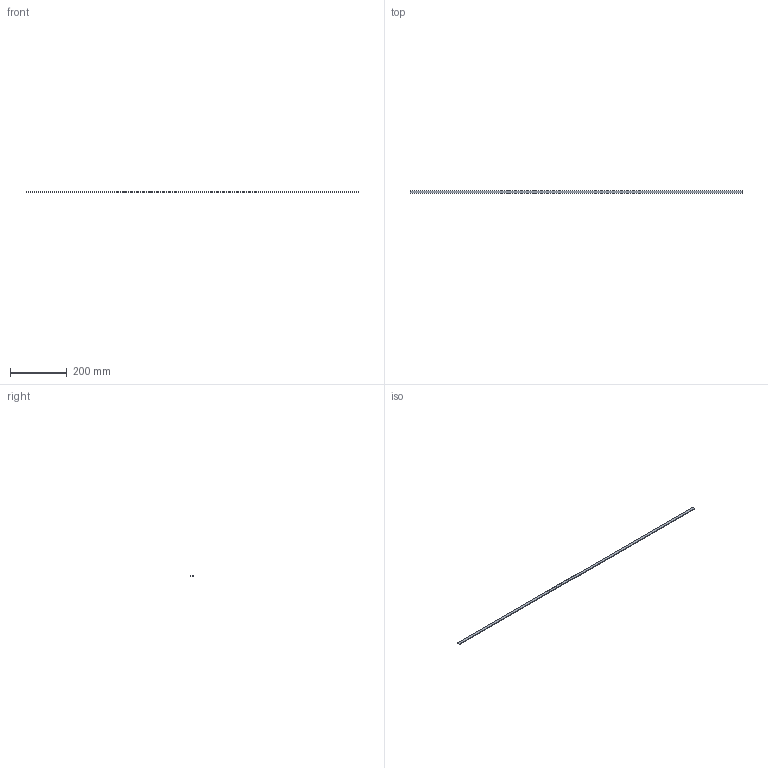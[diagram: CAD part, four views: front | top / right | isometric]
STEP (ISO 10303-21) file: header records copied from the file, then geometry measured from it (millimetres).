
FILE_DESCRIPTION((''),'2;1');
FILE_NAME('1371006-01-Z01','2023-08-09T10:48:37',('a75642'),(''),'CREO PARAMETRIC BY PTC INC, 2022162','CREO PARAMETRIC BY PTC INC, 2022162','');
FILE_SCHEMA(('AUTOMOTIVE_DESIGN { 1 0 10303 214 1 1 1 1 }'));
Length unit declared in the file: millimetre
Products named in the file (1): 1371006-01-Z01
Bounding box: 1170 x 10 x 2.64 mm (x, y, z)
Volume: 30139.2 mm3; surface area: 29629.1 mm2
Topology: 1 solids, 1 shells, 10 faces, 493 edges, 488 vertices
Faces by surface type: plane 10
Entity records: 4804 total; most frequent: CARTESIAN_POINT 522, DIRECTION 515, PRESENTATION_STYLE_ASSIGNMENT 494, STYLED_ITEM 494, VECTOR 493, LINE 493, CURVE_STYLE 493, TRIMMED_CURVE 469
